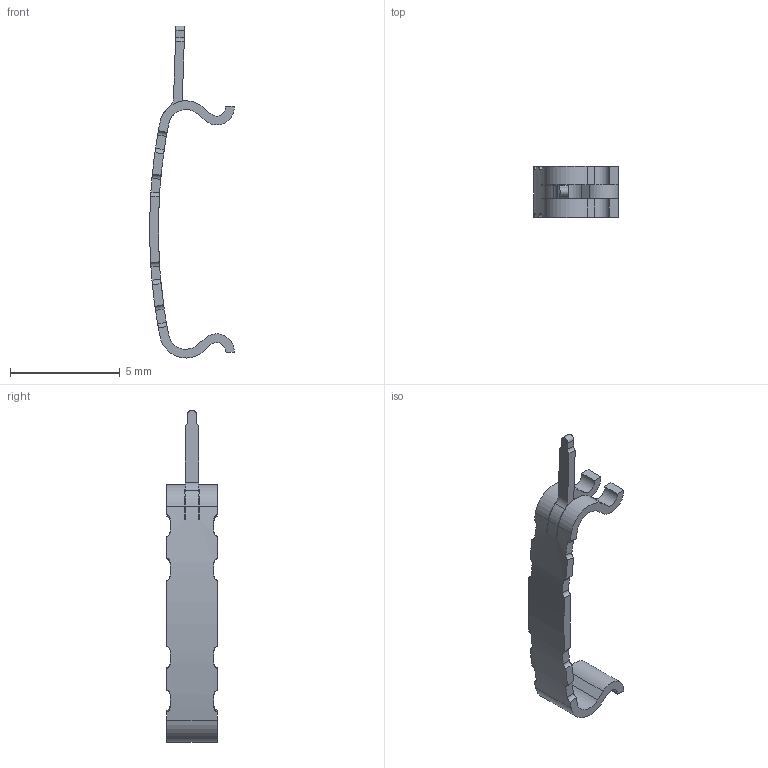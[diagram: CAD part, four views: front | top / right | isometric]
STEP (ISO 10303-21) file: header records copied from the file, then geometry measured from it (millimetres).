
FILE_DESCRIPTION((''),'2;1');
FILE_NAME('C61035-A0026-C201-02-06','2018-07-27T',('ed6166'),(''),'PRO/ENGINEER BY PARAMETRIC TECHNOLOGY CORPORATION, 2014000','PRO/ENGINEER BY PARAMETRIC TECHNOLOGY CORPORATION, 2014000','');
FILE_SCHEMA(('CONFIG_CONTROL_DESIGN'));
Length unit declared in the file: millimetre
Products named in the file (1): C61035-A0026-C201-02-06
Bounding box: 3.84 x 2.3 x 15.1 mm (x, y, z)
Volume: 15.8 mm3; surface area: 103.4 mm2
Topology: 1 solids, 1 shells, 74 faces, 216 edges, 144 vertices
Faces by surface type: plane 37, cylinder 37
Entity records: 2968 total; most frequent: CARTESIAN_POINT 946, ORIENTED_EDGE 432, DIRECTION 414, EDGE_CURVE 216, AXIS2_PLACEMENT_3D 156, VERTEX_POINT 144, VECTOR 102, LINE 102
